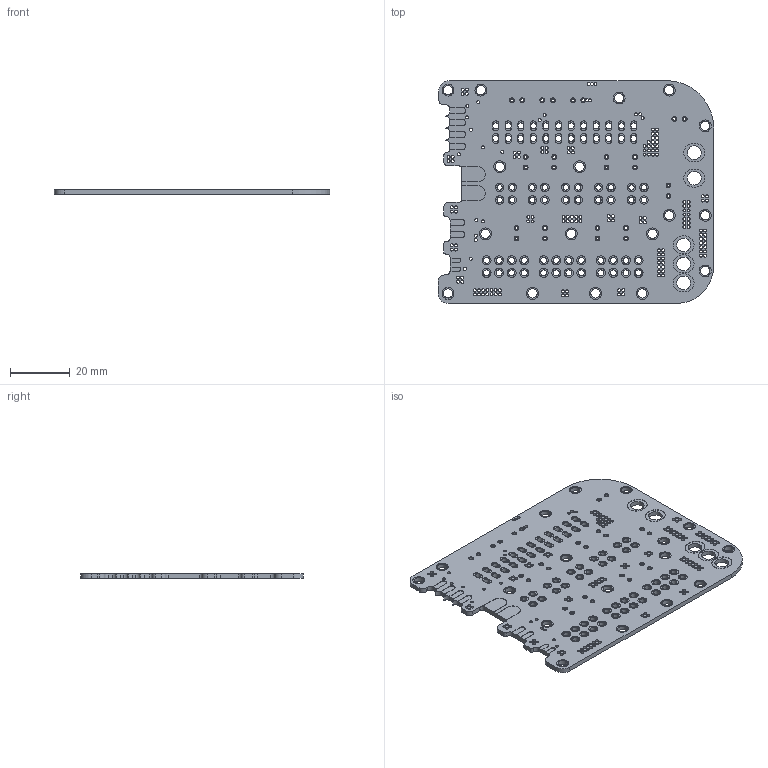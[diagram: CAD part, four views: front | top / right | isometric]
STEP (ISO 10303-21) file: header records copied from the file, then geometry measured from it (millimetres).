
FILE_DESCRIPTION(/* description */ (''),/* implementation_level */ '2;1');
FILE_NAME(/* name */ 'PCB_GW-ERP2U700_2021-09-18 v2.step',/* time_stamp */ '2021-09-18T22:56:14+08:00',/* author */ (''),/* organization */ (''),/* preprocessor_version */ 'ST-DEVELOPER v18.1',/* originating_system */ 'Autodesk Translation Framework v10.10.0.1391',/* authorisation */ '');
FILE_SCHEMA (('AUTOMOTIVE_DESIGN { 1 0 10303 214 3 1 1 }'));
Length unit declared in the file: centimetre
Products named in the file (2): PCB_GW-ERP2U700_2021-09-18; 零部件1
Assembly tree (1 placements, depth 2):
  PCB_GW-ERP2U700_2021-09-18
    零部件1
Bounding box: 92.08 x 74.55 x 1.6 mm (x, y, z)
Volume: 9446.9 mm3; surface area: 14568.7 mm2
Topology: 1 solids, 1 shells, 1013 faces, 2479 edges, 1646 vertices
Faces by surface type: cylinder 631, plane 382
Full cylindrical faces by diameter (mm): 1 x190, 1.6 x50, 1.8 x20, 2 x24, 2.8 x40, 3 x48, 3.1 x17, 4 x34, 4.6 x5
Entity records: 31571 total; most frequent: DIRECTION 5784, CARTESIAN_POINT 5141, ORIENTED_EDGE 4958, EDGE_CURVE 2479, AXIS2_PLACEMENT_3D 2289, EDGE_LOOP 1757, VERTEX_POINT 1646, CIRCLE 1273
